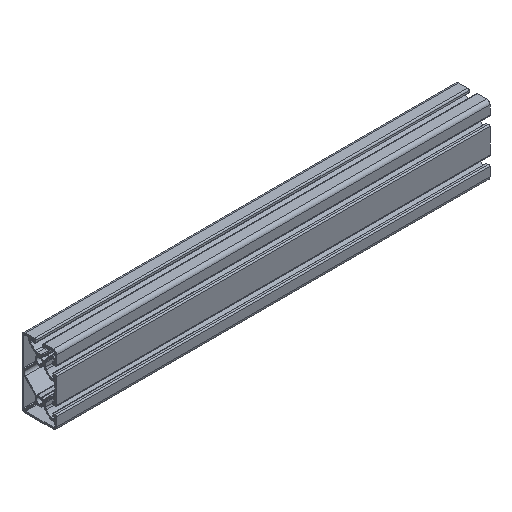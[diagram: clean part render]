
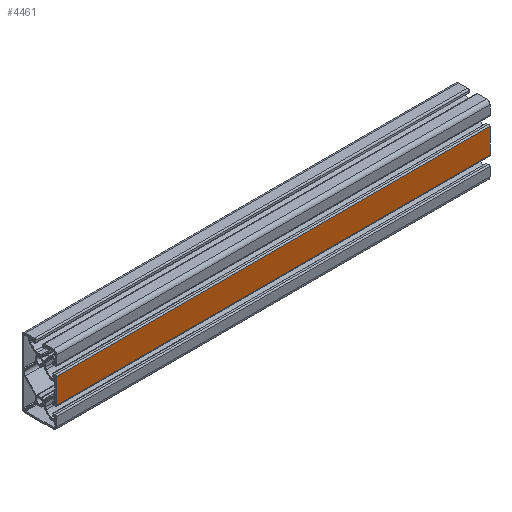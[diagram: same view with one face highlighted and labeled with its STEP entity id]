
A CAD part, isometric view. The second image highlights one B-rep face of the part: STEP entity #4461.
In plain terms, the highlighted planar face has unit normal (0, -1, 0).
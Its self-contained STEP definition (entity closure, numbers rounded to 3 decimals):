
#25 = CARTESIAN_POINT ( 'NONE',  ( 1500., -20.093, 1485.6 ) ) ;
#334 = EDGE_CURVE ( 'NONE', #2671, #4697, #4133, .T. ) ;
#592 = CARTESIAN_POINT ( 'NONE',  ( 2000., -20.093, 1485.6 ) ) ;
#651 = LINE ( 'NONE', #4114, #4414 ) ;
#908 = VECTOR ( 'NONE', #1310, 1000. ) ;
#1310 = DIRECTION ( 'NONE',  ( 0., 0., 1. ) ) ;
#1366 = ORIENTED_EDGE ( 'NONE', *, *, #1809, .F. ) ;
#1684 = LINE ( 'NONE', #592, #3641 ) ;
#1809 = EDGE_CURVE ( 'NONE', #4697, #6050, #2220, .T. ) ;
#2203 = CARTESIAN_POINT ( 'NONE',  ( 2000., -20.093, 1485.6 ) ) ;
#2220 = LINE ( 'NONE', #6868, #7290 ) ;
#2286 = PLANE ( 'NONE',  #4773 ) ;
#2671 = VERTEX_POINT ( 'NONE', #25 ) ;
#2970 = EDGE_CURVE ( 'NONE', #3488, #6050, #1684, .T. ) ;
#2975 = DIRECTION ( 'NONE',  ( 0., 0., 1. ) ) ;
#3440 = DIRECTION ( 'NONE',  ( 1., 0., 0. ) ) ;
#3488 = VERTEX_POINT ( 'NONE', #2203 ) ;
#3641 = VECTOR ( 'NONE', #4015, 1000. ) ;
#4015 = DIRECTION ( 'NONE',  ( 0., 0., 1. ) ) ;
#4114 = CARTESIAN_POINT ( 'NONE',  ( 1500., -20.093, 1485.6 ) ) ;
#4133 = LINE ( 'NONE', #5278, #908 ) ;
#4230 = CARTESIAN_POINT ( 'NONE',  ( 2000., -20.093, 1514.4 ) ) ;
#4352 = ORIENTED_EDGE ( 'NONE', *, *, #334, .F. ) ;
#4414 = VECTOR ( 'NONE', #5332, 1000. ) ;
#4461 = ADVANCED_FACE ( 'NONE', ( #5830 ), #2286, .F. ) ;
#4697 = VERTEX_POINT ( 'NONE', #6173 ) ;
#4773 = AXIS2_PLACEMENT_3D ( 'NONE', #5224, #6400, #2975 ) ;
#4859 = EDGE_CURVE ( 'NONE', #2671, #3488, #651, .T. ) ;
#5137 = ORIENTED_EDGE ( 'NONE', *, *, #4859, .T. ) ;
#5224 = CARTESIAN_POINT ( 'NONE',  ( 1500., -20.093, 1485.6 ) ) ;
#5278 = CARTESIAN_POINT ( 'NONE',  ( 1500., -20.093, 1485.6 ) ) ;
#5332 = DIRECTION ( 'NONE',  ( 1., 0., 0. ) ) ;
#5830 = FACE_OUTER_BOUND ( 'NONE', #6695, .T. ) ;
#6050 = VERTEX_POINT ( 'NONE', #4230 ) ;
#6173 = CARTESIAN_POINT ( 'NONE',  ( 1500., -20.093, 1514.4 ) ) ;
#6400 = DIRECTION ( 'NONE',  ( 0., 1., 0. ) ) ;
#6695 = EDGE_LOOP ( 'NONE', ( #7350, #1366, #4352, #5137 ) ) ;
#6868 = CARTESIAN_POINT ( 'NONE',  ( 1500., -20.093, 1514.4 ) ) ;
#7290 = VECTOR ( 'NONE', #3440, 1000. ) ;
#7350 = ORIENTED_EDGE ( 'NONE', *, *, #2970, .T. ) ;
